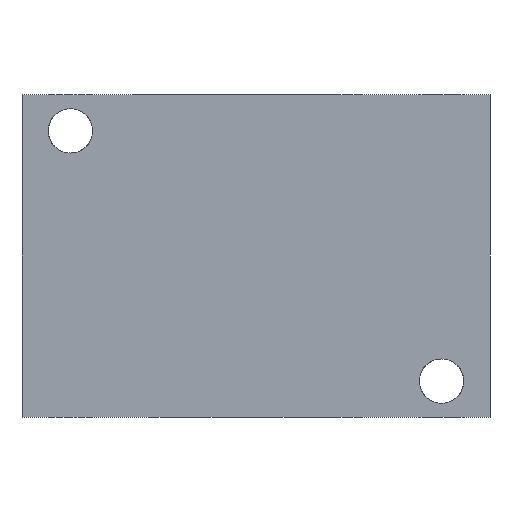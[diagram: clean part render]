
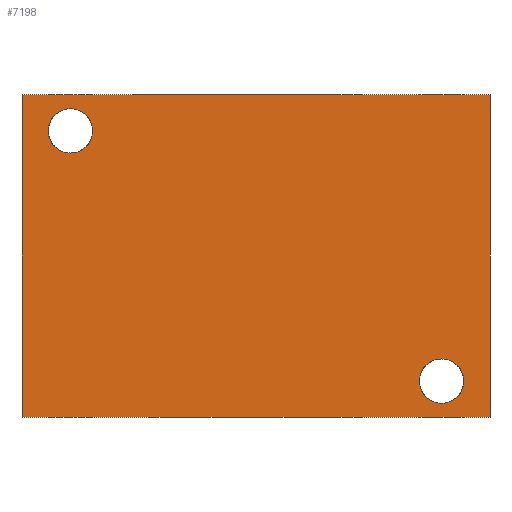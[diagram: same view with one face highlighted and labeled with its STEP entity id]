
A CAD part, front view. The second image highlights one B-rep face of the part: STEP entity #7198.
In plain terms, the highlighted planar face has unit normal (0, -1, 0).
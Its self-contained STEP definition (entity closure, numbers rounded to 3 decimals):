
#139=CIRCLE('',#7546,4.369);
#140=CIRCLE('',#7547,4.369);
#142=CIRCLE('',#7556,4.369);
#143=CIRCLE('',#7557,4.369);
#457=FACE_BOUND('',#1229,.T.);
#458=FACE_BOUND('',#1230,.T.);
#822=FACE_OUTER_BOUND('',#1228,.T.);
#1228=EDGE_LOOP('',(#6283,#6284,#6285,#6286));
#1229=EDGE_LOOP('',(#6287,#6288));
#1230=EDGE_LOOP('',(#6289,#6290));
#1613=LINE('',#9979,#2332);
#1948=LINE('',#12248,#2667);
#1953=LINE('',#12257,#2672);
#1954=LINE('',#12259,#2673);
#2332=VECTOR('',#8240,10.);
#2667=VECTOR('',#9059,10.);
#2672=VECTOR('',#9068,10.);
#2673=VECTOR('',#9071,10.);
#2936=VERTEX_POINT('',#9977);
#2937=VERTEX_POINT('',#9978);
#3306=VERTEX_POINT('',#12163);
#3307=VERTEX_POINT('',#12164);
#3311=VERTEX_POINT('',#12181);
#3312=VERTEX_POINT('',#12182);
#3331=VERTEX_POINT('',#12246);
#3333=VERTEX_POINT('',#12255);
#3727=EDGE_CURVE('',#2936,#2937,#1613,.T.);
#4275=EDGE_CURVE('',#3306,#3307,#139,.T.);
#4276=EDGE_CURVE('',#3307,#3306,#140,.T.);
#4285=EDGE_CURVE('',#3311,#3312,#142,.T.);
#4286=EDGE_CURVE('',#3312,#3311,#143,.T.);
#4318=EDGE_CURVE('',#3331,#2936,#1948,.T.);
#4323=EDGE_CURVE('',#3333,#2937,#1953,.T.);
#4324=EDGE_CURVE('',#3331,#3333,#1954,.T.);
#6283=ORIENTED_EDGE('',*,*,#4324,.T.);
#6284=ORIENTED_EDGE('',*,*,#4323,.T.);
#6285=ORIENTED_EDGE('',*,*,#3727,.F.);
#6286=ORIENTED_EDGE('',*,*,#4318,.F.);
#6287=ORIENTED_EDGE('',*,*,#4275,.T.);
#6288=ORIENTED_EDGE('',*,*,#4276,.T.);
#6289=ORIENTED_EDGE('',*,*,#4285,.T.);
#6290=ORIENTED_EDGE('',*,*,#4286,.T.);
#6539=PLANE('',#7592);
#7198=ADVANCED_FACE('',(#822,#457,#458),#6539,.T.);
#7546=AXIS2_PLACEMENT_3D('',#12165,#8956,#8957);
#7547=AXIS2_PLACEMENT_3D('',#12166,#8958,#8959);
#7556=AXIS2_PLACEMENT_3D('',#12183,#8979,#8980);
#7557=AXIS2_PLACEMENT_3D('',#12184,#8981,#8982);
#7592=AXIS2_PLACEMENT_3D('',#12258,#9069,#9070);
#8240=DIRECTION('',(1.,0.,0.));
#8956=DIRECTION('center_axis',(0.,1.,0.));
#8957=DIRECTION('ref_axis',(1.,0.,0.));
#8958=DIRECTION('center_axis',(0.,1.,0.));
#8959=DIRECTION('ref_axis',(1.,0.,0.));
#8979=DIRECTION('center_axis',(0.,1.,0.));
#8980=DIRECTION('ref_axis',(1.,0.,0.));
#8981=DIRECTION('center_axis',(0.,1.,0.));
#8982=DIRECTION('ref_axis',(1.,0.,0.));
#9059=DIRECTION('',(0.,0.,1.));
#9068=DIRECTION('',(0.,0.,1.));
#9069=DIRECTION('center_axis',(0.,-1.,0.));
#9070=DIRECTION('ref_axis',(1.,0.,0.));
#9071=DIRECTION('',(1.,0.,0.));
#9977=CARTESIAN_POINT('',(0.,0.,63.5));
#9978=CARTESIAN_POINT('',(92.075,0.,63.5));
#9979=CARTESIAN_POINT('',(0.,0.,63.5));
#12163=CARTESIAN_POINT('',(86.919,0.,7.137));
#12164=CARTESIAN_POINT('',(78.181,0.,7.137));
#12165=CARTESIAN_POINT('Origin',(82.55,0.,7.137));
#12166=CARTESIAN_POINT('Origin',(82.55,0.,7.137));
#12181=CARTESIAN_POINT('',(13.894,0.,56.363));
#12182=CARTESIAN_POINT('',(5.156,0.,56.363));
#12183=CARTESIAN_POINT('Origin',(9.525,0.,56.363));
#12184=CARTESIAN_POINT('Origin',(9.525,0.,56.363));
#12246=CARTESIAN_POINT('',(0.,0.,0.));
#12248=CARTESIAN_POINT('',(0.,0.,0.));
#12255=CARTESIAN_POINT('',(92.075,0.,0.));
#12257=CARTESIAN_POINT('',(92.075,0.,0.));
#12258=CARTESIAN_POINT('Origin',(0.,0.,0.));
#12259=CARTESIAN_POINT('',(0.,0.,0.));
